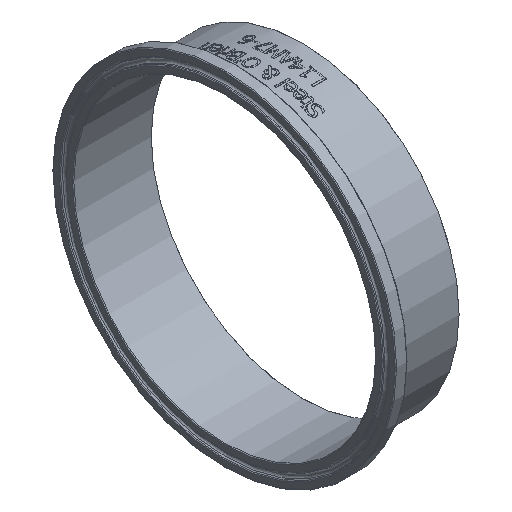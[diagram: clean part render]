
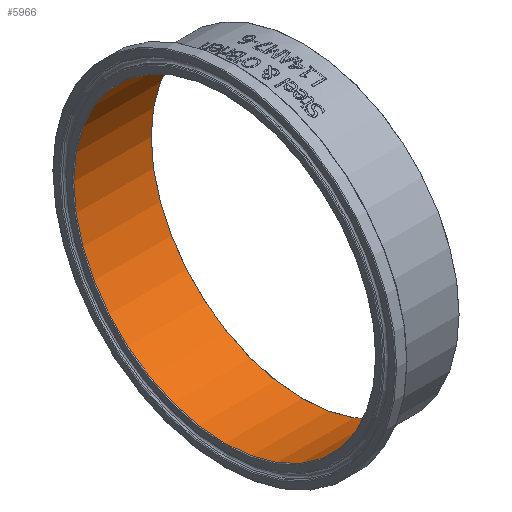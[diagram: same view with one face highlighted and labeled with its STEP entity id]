
A CAD part, isometric view. The second image highlights one B-rep face of the part: STEP entity #5966.
In plain terms, the highlighted cylindrical face has radius 73.431 mm (diameter 146.863 mm), a full revolution.
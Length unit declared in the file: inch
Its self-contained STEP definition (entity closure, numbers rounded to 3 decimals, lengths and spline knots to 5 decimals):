
#104=FACE_BOUND('',#1378,.T.);
#1005=FACE_OUTER_BOUND('',#1377,.T.);
#1377=EDGE_LOOP('',(#5551));
#1378=EDGE_LOOP('',(#5552));
#1549=CIRCLE('',#6347,2.891);
#1551=CIRCLE('',#6351,2.891);
#2943=VERTEX_POINT('',#12766);
#2945=VERTEX_POINT('',#12772);
#3819=EDGE_CURVE('',#2943,#2943,#1549,.T.);
#3821=EDGE_CURVE('',#2945,#2945,#1551,.T.);
#5551=ORIENTED_EDGE('',*,*,#3821,.F.);
#5552=ORIENTED_EDGE('',*,*,#3819,.F.);
#5619=CYLINDRICAL_SURFACE('',#6350,2.891);
#5966=ADVANCED_FACE('',(#1005,#104),#5619,.F.);
#6347=AXIS2_PLACEMENT_3D('',#12767,#7507,#7508);
#6350=AXIS2_PLACEMENT_3D('',#12771,#7513,#7514);
#6351=AXIS2_PLACEMENT_3D('',#12773,#7515,#7516);
#7507=DIRECTION('center_axis',(-1.,0.,0.));
#7508=DIRECTION('ref_axis',(0.,-1.,0.));
#7513=DIRECTION('center_axis',(1.,0.,0.));
#7514=DIRECTION('ref_axis',(0.,1.,0.));
#7515=DIRECTION('center_axis',(1.,0.,0.));
#7516=DIRECTION('ref_axis',(0.,-1.,0.));
#12766=CARTESIAN_POINT('',(1.495,2.891,0.));
#12767=CARTESIAN_POINT('Origin',(1.495,0.,0.));
#12771=CARTESIAN_POINT('Origin',(0.7655,0.,0.));
#12772=CARTESIAN_POINT('',(0.015,2.891,0.));
#12773=CARTESIAN_POINT('Origin',(0.015,0.,0.));
